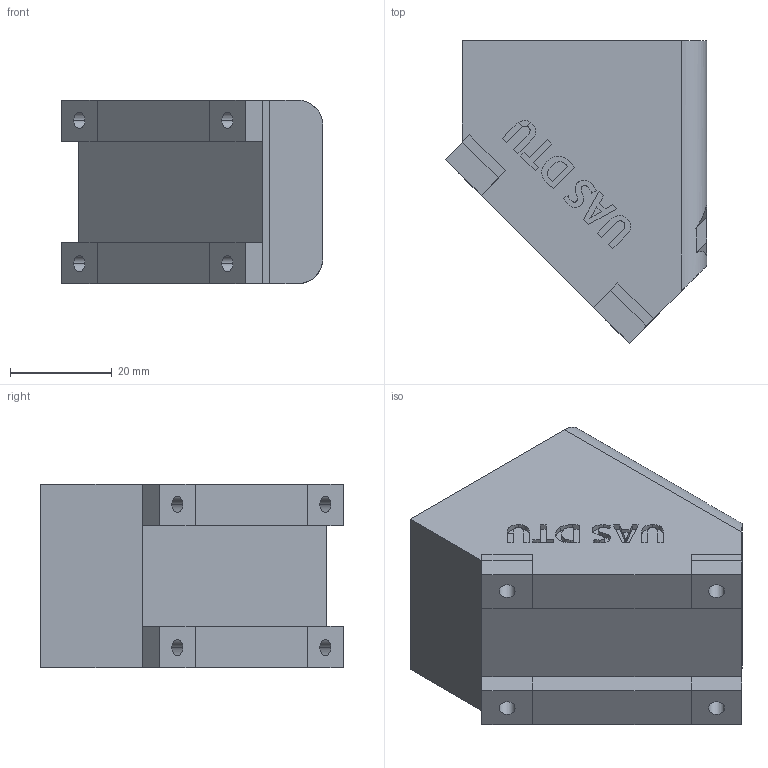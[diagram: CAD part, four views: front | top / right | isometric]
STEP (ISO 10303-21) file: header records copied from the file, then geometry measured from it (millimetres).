
FILE_DESCRIPTION (( 'STEP AP214' ), '1' );
FILE_NAME ('Final Landing Gear rod holder FLAT SIDES.STEP', '2026-01-07T18:47:49', ( '' ), ( '' ), 'SwSTEP 2.0', 'SolidWorks 2023', '' );
FILE_SCHEMA (( 'AUTOMOTIVE_DESIGN' ));
Length unit declared in the file: millimetre
Products named in the file (3): Final Landing Gear rod holder FLAT SIDES; lower lg; holder new
Assembly tree (3 placements, depth 2):
  Final Landing Gear rod holder FLAT SIDES
    holder new
    lower lg  x2
Bounding box: 51.47 x 59.58 x 36.2 mm (x, y, z)
Volume: 65585.2 mm3; surface area: 17754.9 mm2
Topology: 3 solids, 3 shells, 236 faces, 633 edges, 422 vertices
Faces by surface type: plane 152, bspline 64, cylinder 20
Entity records: 10183 total; most frequent: CARTESIAN_POINT 4939, ORIENTED_EDGE 1194, DIRECTION 815, EDGE_CURVE 597, VECTOR 427, LINE 427, VERTEX_POINT 398, EDGE_LOOP 253
